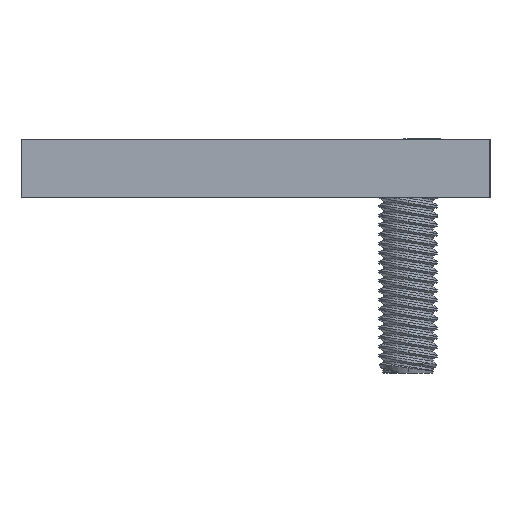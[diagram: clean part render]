
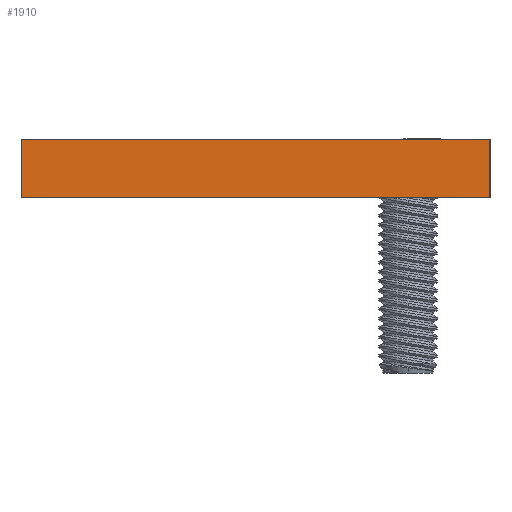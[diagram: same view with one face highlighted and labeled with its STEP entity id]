
A CAD part, left-side view. The second image highlights one B-rep face of the part: STEP entity #1910.
In plain terms, the highlighted face is planar.
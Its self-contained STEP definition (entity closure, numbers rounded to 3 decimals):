
#1300=CARTESIAN_POINT('',(-100.,-23.706,-507.75));
#1310=VERTEX_POINT('',#1300);
#1480=CARTESIAN_POINT('',(-60.,-23.706,-507.75));
#1490=VERTEX_POINT('',#1480);
#1520=CARTESIAN_POINT('',(-72.,-23.706,-507.75));
#1530=DIRECTION('',(-1.,0.,0.));
#1540=VECTOR('',#1530,1.);
#1550=LINE('',#1520,#1540);
#1560=EDGE_CURVE('',#1490,#1310,#1550,.T.);
#1610=CARTESIAN_POINT('',(-72.,-23.706,-507.75));
#1620=DIRECTION('',(-0.,-0.,-1.));
#1630=DIRECTION('',(0.,-1.,0.));
#1640=AXIS2_PLACEMENT_3D('',#1610,#1620,#1630);
#1650=PLANE('',#1640);
#1660=CARTESIAN_POINT('',(-60.,-53.706,-507.75));
#1670=DIRECTION('',(0.,1.,0.));
#1680=VECTOR('',#1670,1.);
#1690=LINE('',#1660,#1680);
#1700=CARTESIAN_POINT('',(-60.,-18.706,-507.75));
#1710=VERTEX_POINT('',#1700);
#1720=EDGE_CURVE('',#1490,#1710,#1690,.T.);
#1730=ORIENTED_EDGE('',*,*,#1720,.F.);
#1740=CARTESIAN_POINT('',(-72.,-18.706,-507.75));
#1750=DIRECTION('',(-1.,0.,0.));
#1760=VECTOR('',#1750,1.);
#1770=LINE('',#1740,#1760);
#1780=CARTESIAN_POINT('',(-100.,-18.706,-507.75));
#1790=VERTEX_POINT('',#1780);
#1800=EDGE_CURVE('',#1710,#1790,#1770,.T.);
#1810=ORIENTED_EDGE('',*,*,#1800,.F.);
#1820=CARTESIAN_POINT('',(-100.,-18.706,-507.75));
#1830=DIRECTION('',(0.,-1.,0.));
#1840=VECTOR('',#1830,1.);
#1850=LINE('',#1820,#1840);
#1860=EDGE_CURVE('',#1790,#1310,#1850,.T.);
#1870=ORIENTED_EDGE('',*,*,#1860,.F.);
#1880=ORIENTED_EDGE('',*,*,#1560,.T.);
#1890=EDGE_LOOP('',(#1880,#1870,#1810,#1730));
#1900=FACE_OUTER_BOUND('',#1890,.T.);
#1910=ADVANCED_FACE('',(#1900),#1650,.T.);
